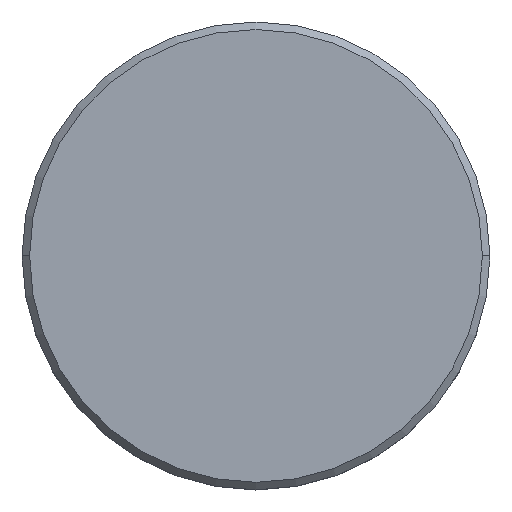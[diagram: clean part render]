
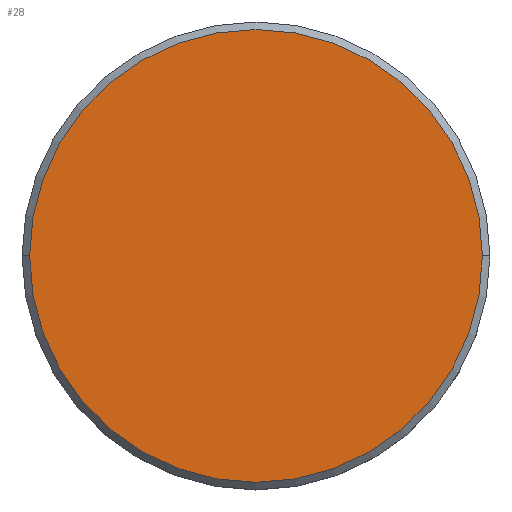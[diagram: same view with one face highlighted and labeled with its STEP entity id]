
A CAD part, top view. The second image highlights one B-rep face of the part: STEP entity #28.
In plain terms, the highlighted planar face has unit normal (0, 0, 1).
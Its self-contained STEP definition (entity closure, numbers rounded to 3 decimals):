
#28 = ADVANCED_FACE ( 'NONE', ( #1000 ), #1093, .T. ) ;
#37 = ORIENTED_EDGE ( 'NONE', *, *, #816, .T. ) ;
#61 = AXIS2_PLACEMENT_3D ( 'NONE', #970, #976, #878 ) ;
#85 = CARTESIAN_POINT ( 'NONE',  ( -15., 0., 0. ) ) ;
#136 = CARTESIAN_POINT ( 'NONE',  ( 15., 0., 0. ) ) ;
#172 = ORIENTED_EDGE ( 'NONE', *, *, #1072, .T. ) ;
#265 = DIRECTION ( 'NONE',  ( 1., 0., 0. ) ) ;
#313 = CARTESIAN_POINT ( 'NONE',  ( 0., 0., 0. ) ) ;
#434 = CIRCLE ( 'NONE', #571, 15. ) ;
#470 = VERTEX_POINT ( 'NONE', #85 ) ;
#571 = AXIS2_PLACEMENT_3D ( 'NONE', #313, #862, #1144 ) ;
#750 = AXIS2_PLACEMENT_3D ( 'NONE', #814, #806, #265 ) ;
#763 = VERTEX_POINT ( 'NONE', #136 ) ;
#806 = DIRECTION ( 'NONE',  ( 0., 0., 1. ) ) ;
#814 = CARTESIAN_POINT ( 'NONE',  ( 0., 0., 0. ) ) ;
#816 = EDGE_CURVE ( 'NONE', #763, #470, #434, .T. ) ;
#833 = CIRCLE ( 'NONE', #61, 15. ) ;
#862 = DIRECTION ( 'NONE',  ( 0., 0., 1. ) ) ;
#878 = DIRECTION ( 'NONE',  ( 1., 0., 0. ) ) ;
#970 = CARTESIAN_POINT ( 'NONE',  ( 0., 0., 0. ) ) ;
#976 = DIRECTION ( 'NONE',  ( 0., 0., 1. ) ) ;
#1000 = FACE_OUTER_BOUND ( 'NONE', #1162, .T. ) ;
#1072 = EDGE_CURVE ( 'NONE', #470, #763, #833, .T. ) ;
#1093 = PLANE ( 'NONE',  #750 ) ;
#1144 = DIRECTION ( 'NONE',  ( 1., 0., 0. ) ) ;
#1162 = EDGE_LOOP ( 'NONE', ( #172, #37 ) ) ;
